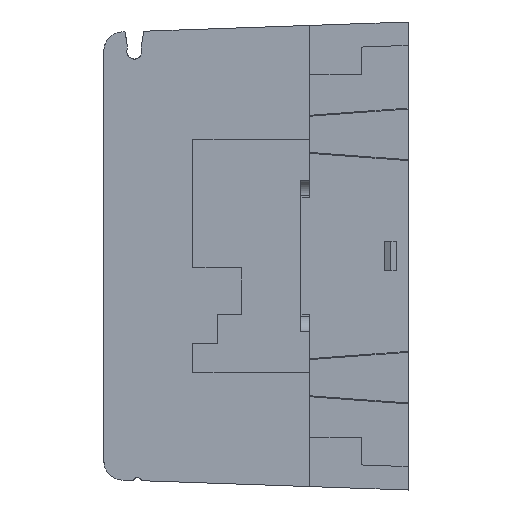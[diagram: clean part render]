
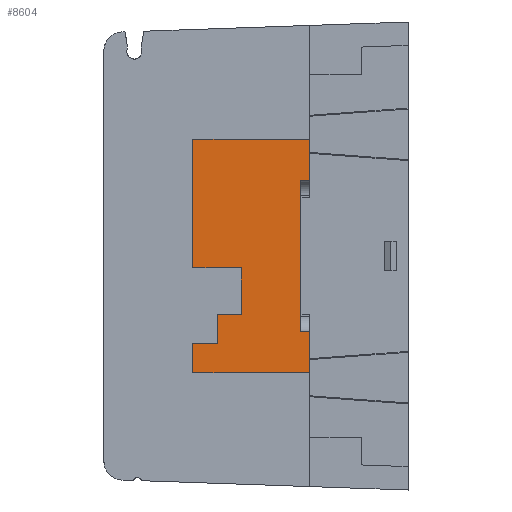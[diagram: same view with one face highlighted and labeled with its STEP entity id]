
A CAD part, left-side view. The second image highlights one B-rep face of the part: STEP entity #8604.
In plain terms, the highlighted planar face has unit normal (-1, 0, 0).
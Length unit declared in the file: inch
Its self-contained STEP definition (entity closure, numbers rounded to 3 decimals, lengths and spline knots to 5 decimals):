
#250 = VERTEX_POINT ( 'NONE', #2197 ) ;
#531 = LINE ( 'NONE', #6304, #8998 ) ;
#727 = VERTEX_POINT ( 'NONE', #16527 ) ;
#1544 = CARTESIAN_POINT ( 'NONE',  ( -0.5357, 2.3, -1.25 ) ) ;
#1922 = EDGE_CURVE ( 'NONE', #11032, #727, #6631, .T. ) ;
#2167 = ORIENTED_EDGE ( 'NONE', *, *, #4891, .F. ) ;
#2197 = CARTESIAN_POINT ( 'NONE',  ( -0.5357, 2.04, -0.938 ) ) ;
#2302 = EDGE_CURVE ( 'NONE', #7690, #14707, #14007, .T. ) ;
#2700 = VERTEX_POINT ( 'NONE', #7550 ) ;
#2773 = DIRECTION ( 'NONE',  ( 0., 1., 0. ) ) ;
#2804 = ORIENTED_EDGE ( 'NONE', *, *, #2302, .T. ) ;
#2985 = VERTEX_POINT ( 'NONE', #14675 ) ;
#3055 = LINE ( 'NONE', #13744, #11514 ) ;
#3295 = DIRECTION ( 'NONE',  ( 0., 0., -1. ) ) ;
#3997 = ORIENTED_EDGE ( 'NONE', *, *, #11459, .F. ) ;
#4207 = DIRECTION ( 'NONE',  ( 0., 1., 0. ) ) ;
#4311 = CARTESIAN_POINT ( 'NONE',  ( -0.5357, 1.15, 0.80382 ) ) ;
#4327 = EDGE_CURVE ( 'NONE', #8241, #2985, #17393, .T. ) ;
#4586 = LINE ( 'NONE', #12849, #13005 ) ;
#4733 = ORIENTED_EDGE ( 'NONE', *, *, #10073, .F. ) ;
#4774 = DIRECTION ( 'NONE',  ( 0., 0., 1. ) ) ;
#4891 = EDGE_CURVE ( 'NONE', #250, #18466, #15881, .T. ) ;
#5241 = VECTOR ( 'NONE', #10395, 39.37008 ) ;
#5599 = CARTESIAN_POINT ( 'NONE',  ( -0.5357, 1.05, -1.25 ) ) ;
#5609 = VECTOR ( 'NONE', #8568, 39.37008 ) ;
#5631 = LINE ( 'NONE', #20404, #18288 ) ;
#5874 = VERTEX_POINT ( 'NONE', #11301 ) ;
#5889 = LINE ( 'NONE', #17020, #18058 ) ;
#5925 = CARTESIAN_POINT ( 'NONE',  ( -0.5357, 2.3, -1.25 ) ) ;
#6169 = CARTESIAN_POINT ( 'NONE',  ( -0.5357, 2.3, -0.938 ) ) ;
#6304 = CARTESIAN_POINT ( 'NONE',  ( -0.5357, 1.15, 0.80382 ) ) ;
#6631 = LINE ( 'NONE', #18005, #10378 ) ;
#6831 = EDGE_CURVE ( 'NONE', #14458, #2700, #531, .T. ) ;
#6970 = CARTESIAN_POINT ( 'NONE',  ( -0.5357, 1.15, -0.80382 ) ) ;
#7035 = ORIENTED_EDGE ( 'NONE', *, *, #6831, .T. ) ;
#7550 = CARTESIAN_POINT ( 'NONE',  ( -0.5357, 1.05, 0.80382 ) ) ;
#7658 = CARTESIAN_POINT ( 'NONE',  ( -0.5357, 2.3, -1.25 ) ) ;
#7690 = VERTEX_POINT ( 'NONE', #11433 ) ;
#8023 = ORIENTED_EDGE ( 'NONE', *, *, #13980, .F. ) ;
#8032 = CARTESIAN_POINT ( 'NONE',  ( -0.5357, 1.05, -1.25 ) ) ;
#8180 = VECTOR ( 'NONE', #2773, 39.37008 ) ;
#8201 = ORIENTED_EDGE ( 'NONE', *, *, #19832, .F. ) ;
#8241 = VERTEX_POINT ( 'NONE', #8032 ) ;
#8513 = DIRECTION ( 'NONE',  ( 0., 0., 1. ) ) ;
#8568 = DIRECTION ( 'NONE',  ( 0., 1., 0. ) ) ;
#8604 = ADVANCED_FACE ( 'NONE', ( #9179 ), #15502, .F. ) ;
#8693 = LINE ( 'NONE', #15333, #8180 ) ;
#8847 = CARTESIAN_POINT ( 'NONE',  ( -0.5357, 2.04, -0.938 ) ) ;
#8953 = AXIS2_PLACEMENT_3D ( 'NONE', #7658, #18756, #9260 ) ;
#8998 = VECTOR ( 'NONE', #17390, 39.37008 ) ;
#9179 = FACE_OUTER_BOUND ( 'NONE', #10932, .T. ) ;
#9260 = DIRECTION ( 'NONE',  ( 0., 0., -1. ) ) ;
#10073 = EDGE_CURVE ( 'NONE', #16433, #5874, #10228, .T. ) ;
#10228 = LINE ( 'NONE', #17449, #18643 ) ;
#10378 = VECTOR ( 'NONE', #8513, 39.37008 ) ;
#10395 = DIRECTION ( 'NONE',  ( 0., 1., 0. ) ) ;
#10447 = VECTOR ( 'NONE', #12983, 39.37008 ) ;
#10454 = DIRECTION ( 'NONE',  ( 0., 0., 1. ) ) ;
#10463 = EDGE_CURVE ( 'NONE', #2985, #11094, #18888, .T. ) ;
#10639 = EDGE_CURVE ( 'NONE', #11032, #18466, #18867, .T. ) ;
#10932 = EDGE_LOOP ( 'NONE', ( #12674, #11048, #20337, #2167, #17104, #13199, #10994, #8201, #2804, #14761, #7035, #8023, #4733, #3997 ) ) ;
#10994 = ORIENTED_EDGE ( 'NONE', *, *, #4327, .F. ) ;
#11032 = VERTEX_POINT ( 'NONE', #17067 ) ;
#11048 = ORIENTED_EDGE ( 'NONE', *, *, #1922, .F. ) ;
#11094 = VERTEX_POINT ( 'NONE', #6169 ) ;
#11301 = CARTESIAN_POINT ( 'NONE',  ( -0.5357, 1.05, 1.25 ) ) ;
#11405 = CARTESIAN_POINT ( 'NONE',  ( -0.5357, 1.78, -0.626 ) ) ;
#11433 = CARTESIAN_POINT ( 'NONE',  ( -0.5357, 1.05, -0.80382 ) ) ;
#11459 = EDGE_CURVE ( 'NONE', #19594, #16433, #20225, .T. ) ;
#11514 = VECTOR ( 'NONE', #4207, 39.37008 ) ;
#11839 = EDGE_CURVE ( 'NONE', #727, #19594, #3055, .T. ) ;
#12674 = ORIENTED_EDGE ( 'NONE', *, *, #11839, .F. ) ;
#12849 = CARTESIAN_POINT ( 'NONE',  ( -0.5357, 1.05, 1.25 ) ) ;
#12923 = EDGE_CURVE ( 'NONE', #250, #11094, #8693, .T. ) ;
#12983 = DIRECTION ( 'NONE',  ( 0., 1., 0. ) ) ;
#13005 = VECTOR ( 'NONE', #3295, 39.37008 ) ;
#13199 = ORIENTED_EDGE ( 'NONE', *, *, #10463, .F. ) ;
#13637 = CARTESIAN_POINT ( 'NONE',  ( -0.5357, 2.3, -0.126 ) ) ;
#13744 = CARTESIAN_POINT ( 'NONE',  ( -0.5357, 2.04, -0.126 ) ) ;
#13980 = EDGE_CURVE ( 'NONE', #5874, #2700, #5631, .T. ) ;
#14007 = LINE ( 'NONE', #6970, #5609 ) ;
#14426 = CARTESIAN_POINT ( 'NONE',  ( -0.5357, 2.3, 1.25 ) ) ;
#14458 = VERTEX_POINT ( 'NONE', #4311 ) ;
#14659 = VECTOR ( 'NONE', #18631, 39.37008 ) ;
#14675 = CARTESIAN_POINT ( 'NONE',  ( -0.5357, 2.3, -1.25 ) ) ;
#14707 = VERTEX_POINT ( 'NONE', #16133 ) ;
#14761 = ORIENTED_EDGE ( 'NONE', *, *, #20275, .F. ) ;
#15333 = CARTESIAN_POINT ( 'NONE',  ( -0.5357, 2.04, -0.938 ) ) ;
#15502 = PLANE ( 'NONE',  #8953 ) ;
#15696 = DIRECTION ( 'NONE',  ( 0., 0., -1. ) ) ;
#15881 = LINE ( 'NONE', #8847, #20099 ) ;
#16009 = VECTOR ( 'NONE', #4774, 39.37008 ) ;
#16133 = CARTESIAN_POINT ( 'NONE',  ( -0.5357, 1.15, -0.80382 ) ) ;
#16433 = VERTEX_POINT ( 'NONE', #14426 ) ;
#16527 = CARTESIAN_POINT ( 'NONE',  ( -0.5357, 1.78, -0.126 ) ) ;
#17020 = CARTESIAN_POINT ( 'NONE',  ( -0.5357, 1.15, -1.25 ) ) ;
#17067 = CARTESIAN_POINT ( 'NONE',  ( -0.5357, 1.78, -0.626 ) ) ;
#17104 = ORIENTED_EDGE ( 'NONE', *, *, #12923, .T. ) ;
#17376 = DIRECTION ( 'NONE',  ( 0., -1., 0. ) ) ;
#17390 = DIRECTION ( 'NONE',  ( 0., -1., 0. ) ) ;
#17393 = LINE ( 'NONE', #5599, #5241 ) ;
#17449 = CARTESIAN_POINT ( 'NONE',  ( -0.5357, 2.3, 1.25 ) ) ;
#18005 = CARTESIAN_POINT ( 'NONE',  ( -0.5357, 1.78, -0.126 ) ) ;
#18058 = VECTOR ( 'NONE', #18534, 39.37008 ) ;
#18288 = VECTOR ( 'NONE', #15696, 39.37008 ) ;
#18466 = VERTEX_POINT ( 'NONE', #19835 ) ;
#18534 = DIRECTION ( 'NONE',  ( 0., 0., -1. ) ) ;
#18631 = DIRECTION ( 'NONE',  ( 0., 0., 1. ) ) ;
#18643 = VECTOR ( 'NONE', #17376, 39.37008 ) ;
#18756 = DIRECTION ( 'NONE',  ( 1., 0., 0. ) ) ;
#18867 = LINE ( 'NONE', #11405, #10447 ) ;
#18888 = LINE ( 'NONE', #5925, #14659 ) ;
#19594 = VERTEX_POINT ( 'NONE', #13637 ) ;
#19832 = EDGE_CURVE ( 'NONE', #7690, #8241, #4586, .T. ) ;
#19835 = CARTESIAN_POINT ( 'NONE',  ( -0.5357, 2.04, -0.626 ) ) ;
#20099 = VECTOR ( 'NONE', #10454, 39.37008 ) ;
#20225 = LINE ( 'NONE', #1544, #16009 ) ;
#20275 = EDGE_CURVE ( 'NONE', #14458, #14707, #5889, .T. ) ;
#20337 = ORIENTED_EDGE ( 'NONE', *, *, #10639, .T. ) ;
#20404 = CARTESIAN_POINT ( 'NONE',  ( -0.5357, 1.05, 1.25 ) ) ;
